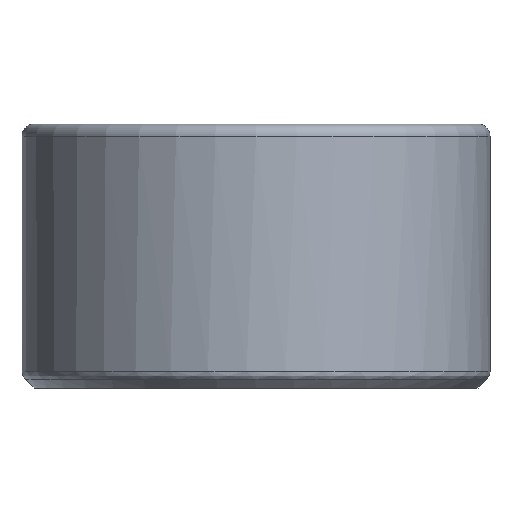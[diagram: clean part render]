
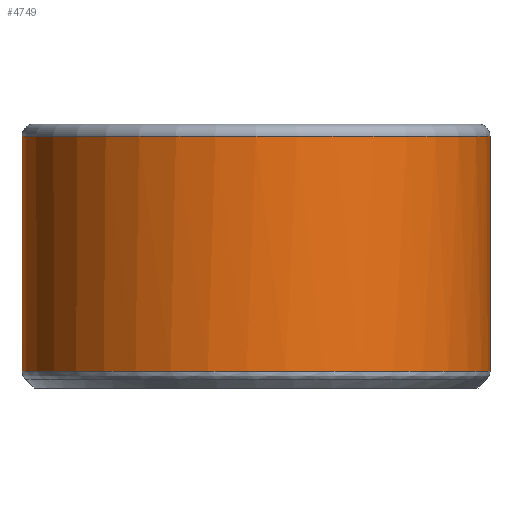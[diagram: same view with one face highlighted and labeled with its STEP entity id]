
A CAD part, front view. The second image highlights one B-rep face of the part: STEP entity #4749.
In plain terms, the highlighted cylindrical face has radius 19.5 mm (diameter 39 mm), a full revolution.
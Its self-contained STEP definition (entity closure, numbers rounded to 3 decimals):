
#4376 = TOROIDAL_SURFACE('',#4377,18.5,1.);
#4377 = AXIS2_PLACEMENT_3D('',#4378,#4379,#4380);
#4378 = CARTESIAN_POINT('',(0.,0.,21.));
#4379 = DIRECTION('',(0.,0.,1.));
#4380 = DIRECTION('',(1.,0.,-0.));
#4469 = ( BOUNDED_SURFACE() B_SPLINE_SURFACE(2,14,(
    (#4470,#4471,#4472,#4473,#4474,#4475,#4476,#4477,#4478,#4479,#4480
      ,#4481,#4482,#4483,#4484)
    ,(#4485,#4486,#4487,#4488,#4489,#4490,#4491,#4492,#4493,#4494,#4495
      ,#4496,#4497,#4498,#4499)
    ,(#4500,#4501,#4502,#4503,#4504,#4505,#4506,#4507,#4508,#4509,#4510
      ,#4511,#4512,#4513,#4514
)),.UNSPECIFIED.,.F.,.T.,.F.) B_SPLINE_SURFACE_WITH_KNOTS((3,3),(15,15),
  (0.,122.522),(0.,122.522),
.PIECEWISE_BEZIER_KNOTS.) GEOMETRIC_REPRESENTATION_ITEM() 
RATIONAL_B_SPLINE_SURFACE((
    (1.,1.,1.,1.,1.
      ,1.,1.,1.,1.
      ,1.,1.,1.,1.,1.,1.)
    ,(0.924,0.924,0.924,0.924
      ,0.924,0.924,0.924,0.924
      ,0.924,0.924,0.924,0.924
      ,0.924,0.924,0.924)
    ,(1.,1.,1.,1.,1.
      ,1.,1.,1.,1.
      ,1.,1.,1.,1.,1.,1.
))) REPRESENTATION_ITEM('') SURFACE() );
#4470 = CARTESIAN_POINT('',(19.5,0.,1.414));
#4471 = CARTESIAN_POINT('',(19.5,8.625,1.414
    ));
#4472 = CARTESIAN_POINT('',(15.392,17.434,
    1.414));
#4473 = CARTESIAN_POINT('',(6.887,24.13,
    1.414));
#4474 = CARTESIAN_POINT('',(-4.713,26.331,
    1.414));
#4475 = CARTESIAN_POINT('',(-16.729,21.974,
    1.414));
#4476 = CARTESIAN_POINT('',(-24.79,13.346,
    1.414));
#4477 = CARTESIAN_POINT('',(-29.89,0.,
    1.414));
#4478 = CARTESIAN_POINT('',(-24.79,-13.346,
    1.414));
#4479 = CARTESIAN_POINT('',(-16.729,-21.974,
    1.414));
#4480 = CARTESIAN_POINT('',(-4.713,-26.331,
    1.414));
#4481 = CARTESIAN_POINT('',(6.887,-24.13,
    1.414));
#4482 = CARTESIAN_POINT('',(15.392,-17.434,
    1.414));
#4483 = CARTESIAN_POINT('',(19.5,-8.625,
    1.414));
#4484 = CARTESIAN_POINT('',(19.5,0.,1.414));
#4485 = CARTESIAN_POINT('',(19.5,0.,1.));
#4486 = CARTESIAN_POINT('',(19.5,8.625,1.));
#4487 = CARTESIAN_POINT('',(15.392,17.434,1.));
#4488 = CARTESIAN_POINT('',(6.887,24.13,1.));
#4489 = CARTESIAN_POINT('',(-4.713,26.331,1.));
#4490 = CARTESIAN_POINT('',(-16.729,21.974,1.));
#4491 = CARTESIAN_POINT('',(-24.79,13.346,
    1.));
#4492 = CARTESIAN_POINT('',(-29.89,0.,
    1.));
#4493 = CARTESIAN_POINT('',(-24.79,-13.346,
    1.));
#4494 = CARTESIAN_POINT('',(-16.729,-21.974,
    1.));
#4495 = CARTESIAN_POINT('',(-4.713,-26.331,1.
    ));
#4496 = CARTESIAN_POINT('',(6.887,-24.13,
    1.));
#4497 = CARTESIAN_POINT('',(15.392,-17.434,1.));
#4498 = CARTESIAN_POINT('',(19.5,-8.625,1.));
#4499 = CARTESIAN_POINT('',(19.5,0.,1.));
#4500 = CARTESIAN_POINT('',(19.207,0.,0.707));
#4501 = CARTESIAN_POINT('',(19.207,8.495,
    0.707));
#4502 = CARTESIAN_POINT('',(15.161,17.172,
    0.707));
#4503 = CARTESIAN_POINT('',(6.784,23.767,
    0.707));
#4504 = CARTESIAN_POINT('',(-4.642,25.936,
    0.707));
#4505 = CARTESIAN_POINT('',(-16.478,21.644,
    0.707));
#4506 = CARTESIAN_POINT('',(-24.418,13.146,
    0.707));
#4507 = CARTESIAN_POINT('',(-29.441,0.,
    0.707));
#4508 = CARTESIAN_POINT('',(-24.418,-13.146,
    0.707));
#4509 = CARTESIAN_POINT('',(-16.478,-21.644,
    0.707));
#4510 = CARTESIAN_POINT('',(-4.642,-25.936,
    0.707));
#4511 = CARTESIAN_POINT('',(6.784,-23.767,
    0.707));
#4512 = CARTESIAN_POINT('',(15.161,-17.172,
    0.707));
#4513 = CARTESIAN_POINT('',(19.207,-8.495,0.707)
  );
#4514 = CARTESIAN_POINT('',(19.207,0.,
    0.707));
#4624 = VERTEX_POINT('',#4625);
#4625 = CARTESIAN_POINT('',(19.5,0.,21.));
#4645 = EDGE_CURVE('',#4624,#4624,#4646,.T.);
#4646 = SURFACE_CURVE('',#4647,(#4652,#4659),.PCURVE_S1.);
#4647 = CIRCLE('',#4648,19.5);
#4648 = AXIS2_PLACEMENT_3D('',#4649,#4650,#4651);
#4649 = CARTESIAN_POINT('',(0.,0.,21.));
#4650 = DIRECTION('',(0.,0.,1.));
#4651 = DIRECTION('',(1.,0.,-0.));
#4652 = PCURVE('',#4376,#4653);
#4653 = DEFINITIONAL_REPRESENTATION('',(#4654),#4658);
#4654 = LINE('',#4655,#4656);
#4655 = CARTESIAN_POINT('',(0.,0.));
#4656 = VECTOR('',#4657,1.);
#4657 = DIRECTION('',(1.,0.));
#4658 = ( GEOMETRIC_REPRESENTATION_CONTEXT(2) 
PARAMETRIC_REPRESENTATION_CONTEXT() REPRESENTATION_CONTEXT('2D SPACE',''
  ) );
#4659 = PCURVE('',#4660,#4665);
#4660 = CYLINDRICAL_SURFACE('',#4661,19.5);
#4661 = AXIS2_PLACEMENT_3D('',#4662,#4663,#4664);
#4662 = CARTESIAN_POINT('',(0.,0.,0.));
#4663 = DIRECTION('',(-0.,-0.,-1.));
#4664 = DIRECTION('',(1.,0.,0.));
#4665 = DEFINITIONAL_REPRESENTATION('',(#4666),#4670);
#4666 = LINE('',#4667,#4668);
#4667 = CARTESIAN_POINT('',(-0.,-21.));
#4668 = VECTOR('',#4669,1.);
#4669 = DIRECTION('',(-1.,0.));
#4670 = ( GEOMETRIC_REPRESENTATION_CONTEXT(2) 
PARAMETRIC_REPRESENTATION_CONTEXT() REPRESENTATION_CONTEXT('2D SPACE',''
  ) );
#4678 = VERTEX_POINT('',#4679);
#4679 = CARTESIAN_POINT('',(19.5,0.,1.414));
#4700 = EDGE_CURVE('',#4678,#4678,#4701,.T.);
#4701 = SURFACE_CURVE('',#4702,(#4718,#4725),.PCURVE_S1.);
#4702 = ( BOUNDED_CURVE() B_SPLINE_CURVE(14,(#4703,#4704,#4705,#4706,
    #4707,#4708,#4709,#4710,#4711,#4712,#4713,#4714,#4715,#4716,#4717),
.UNSPECIFIED.,.T.,.F.) B_SPLINE_CURVE_WITH_KNOTS((15,15),(
0.,122.522),.PIECEWISE_BEZIER_KNOTS.) CURVE() 
GEOMETRIC_REPRESENTATION_ITEM() RATIONAL_B_SPLINE_CURVE((1.,
    1.,1.,1.,1.,
    1.,1.,1.,1.,
    1.,1.,1.,1.,1.,1.)) 
REPRESENTATION_ITEM('') );
#4703 = CARTESIAN_POINT('',(19.5,0.,1.414));
#4704 = CARTESIAN_POINT('',(19.5,8.625,1.414
    ));
#4705 = CARTESIAN_POINT('',(15.392,17.434,
    1.414));
#4706 = CARTESIAN_POINT('',(6.887,24.13,
    1.414));
#4707 = CARTESIAN_POINT('',(-4.713,26.331,
    1.414));
#4708 = CARTESIAN_POINT('',(-16.729,21.974,
    1.414));
#4709 = CARTESIAN_POINT('',(-24.79,13.346,
    1.414));
#4710 = CARTESIAN_POINT('',(-29.89,0.,
    1.414));
#4711 = CARTESIAN_POINT('',(-24.79,-13.346,
    1.414));
#4712 = CARTESIAN_POINT('',(-16.729,-21.974,
    1.414));
#4713 = CARTESIAN_POINT('',(-4.713,-26.331,
    1.414));
#4714 = CARTESIAN_POINT('',(6.887,-24.13,
    1.414));
#4715 = CARTESIAN_POINT('',(15.392,-17.434,
    1.414));
#4716 = CARTESIAN_POINT('',(19.5,-8.625,
    1.414));
#4717 = CARTESIAN_POINT('',(19.5,0.,1.414));
#4718 = PCURVE('',#4469,#4719);
#4719 = DEFINITIONAL_REPRESENTATION('',(#4720),#4724);
#4720 = LINE('',#4721,#4722);
#4721 = CARTESIAN_POINT('',(0.,0.));
#4722 = VECTOR('',#4723,1.);
#4723 = DIRECTION('',(0.,1.));
#4724 = ( GEOMETRIC_REPRESENTATION_CONTEXT(2) 
PARAMETRIC_REPRESENTATION_CONTEXT() REPRESENTATION_CONTEXT('2D SPACE',''
  ) );
#4725 = PCURVE('',#4660,#4726);
#4726 = DEFINITIONAL_REPRESENTATION('',(#4727),#4748);
#4727 = B_SPLINE_CURVE_WITH_KNOTS('',10,(#4728,#4729,#4730,#4731,#4732,
    #4733,#4734,#4735,#4736,#4737,#4738,#4739,#4740,#4741,#4742,#4743,
    #4744,#4745,#4746,#4747),.UNSPECIFIED.,.F.,.F.,(11,9,11),(
    0.,61.261,122.522),.UNSPECIFIED.);
#4728 = CARTESIAN_POINT('',(0.,-1.414));
#4729 = CARTESIAN_POINT('',(-0.31,-1.414));
#4730 = CARTESIAN_POINT('',(-0.624,-1.414));
#4731 = CARTESIAN_POINT('',(-0.94,-1.414));
#4732 = CARTESIAN_POINT('',(-1.256,-1.414));
#4733 = CARTESIAN_POINT('',(-1.57,-1.414));
#4734 = CARTESIAN_POINT('',(-1.885,-1.414));
#4735 = CARTESIAN_POINT('',(-2.199,-1.414));
#4736 = CARTESIAN_POINT('',(-2.513,-1.414));
#4737 = CARTESIAN_POINT('',(-2.827,-1.414));
#4738 = CARTESIAN_POINT('',(-3.456,-1.414));
#4739 = CARTESIAN_POINT('',(-3.77,-1.414));
#4740 = CARTESIAN_POINT('',(-4.084,-1.414));
#4741 = CARTESIAN_POINT('',(-4.398,-1.414));
#4742 = CARTESIAN_POINT('',(-4.713,-1.414));
#4743 = CARTESIAN_POINT('',(-5.027,-1.414));
#4744 = CARTESIAN_POINT('',(-5.343,-1.414));
#4745 = CARTESIAN_POINT('',(-5.659,-1.414));
#4746 = CARTESIAN_POINT('',(-5.974,-1.414));
#4747 = CARTESIAN_POINT('',(-6.283,-1.414));
#4748 = ( GEOMETRIC_REPRESENTATION_CONTEXT(2) 
PARAMETRIC_REPRESENTATION_CONTEXT() REPRESENTATION_CONTEXT('2D SPACE',''
  ) );
#4749 = ADVANCED_FACE('',(#4750),#4660,.T.);
#4750 = FACE_BOUND('',#4751,.F.);
#4751 = EDGE_LOOP('',(#4752,#4773,#4774,#4775));
#4752 = ORIENTED_EDGE('',*,*,#4753,.T.);
#4753 = EDGE_CURVE('',#4678,#4624,#4754,.T.);
#4754 = SEAM_CURVE('',#4755,(#4759,#4766),.PCURVE_S1.);
#4755 = LINE('',#4756,#4757);
#4756 = CARTESIAN_POINT('',(19.5,0.,0.));
#4757 = VECTOR('',#4758,1.);
#4758 = DIRECTION('',(0.,0.,1.));
#4759 = PCURVE('',#4660,#4760);
#4760 = DEFINITIONAL_REPRESENTATION('',(#4761),#4765);
#4761 = LINE('',#4762,#4763);
#4762 = CARTESIAN_POINT('',(-0.,0.));
#4763 = VECTOR('',#4764,1.);
#4764 = DIRECTION('',(-0.,-1.));
#4765 = ( GEOMETRIC_REPRESENTATION_CONTEXT(2) 
PARAMETRIC_REPRESENTATION_CONTEXT() REPRESENTATION_CONTEXT('2D SPACE',''
  ) );
#4766 = PCURVE('',#4660,#4767);
#4767 = DEFINITIONAL_REPRESENTATION('',(#4768),#4772);
#4768 = LINE('',#4769,#4770);
#4769 = CARTESIAN_POINT('',(-6.283,0.));
#4770 = VECTOR('',#4771,1.);
#4771 = DIRECTION('',(-0.,-1.));
#4772 = ( GEOMETRIC_REPRESENTATION_CONTEXT(2) 
PARAMETRIC_REPRESENTATION_CONTEXT() REPRESENTATION_CONTEXT('2D SPACE',''
  ) );
#4773 = ORIENTED_EDGE('',*,*,#4645,.T.);
#4774 = ORIENTED_EDGE('',*,*,#4753,.F.);
#4775 = ORIENTED_EDGE('',*,*,#4700,.F.);
